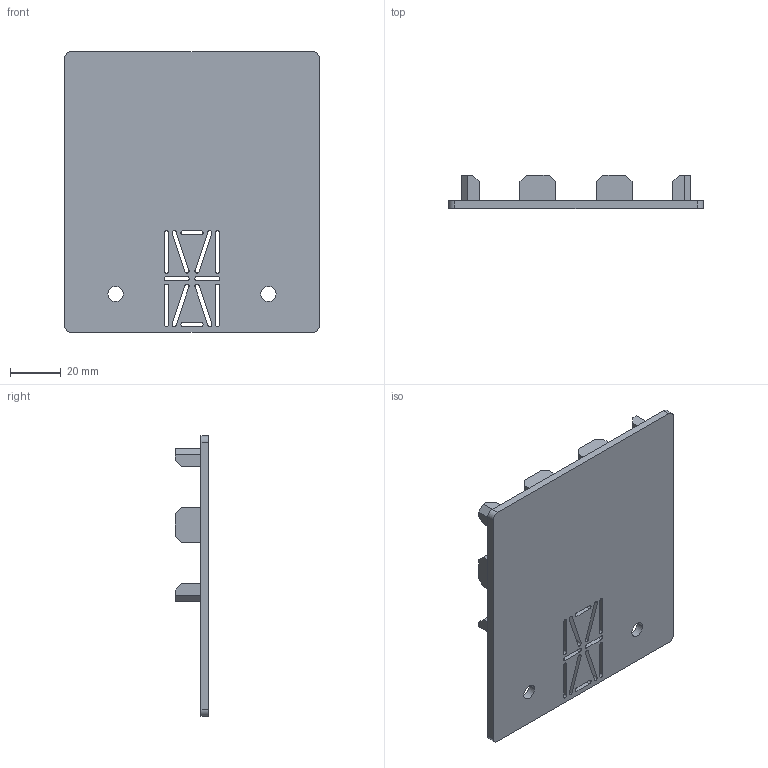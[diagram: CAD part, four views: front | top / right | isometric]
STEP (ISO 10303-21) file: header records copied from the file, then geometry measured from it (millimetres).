
FILE_DESCRIPTION((''),'2;1');
FILE_NAME('PICK_PLACE_FRAME','2024-09-28T13:46:40',('ha1'),(''),'CREO PARAMETRIC BY PTC INC, 2022073','CREO PARAMETRIC BY PTC INC, 2022073','');
FILE_SCHEMA(('AP242_MANAGED_MODEL_BASED_3D_ENGINEERING_MIM_LF { 1 0 10303 442 1 1 4 }'));
Length unit declared in the file: millimetre
Products named in the file (1): PICK_PLACE_FRAME
Bounding box: 100 x 13 x 110 mm (x, y, z)
Volume: 38362.1 mm3; surface area: 28091 mm2
Topology: 1 solids, 1 shells, 208 faces, 582 edges, 388 vertices
Faces by surface type: plane 176, cylinder 32
Entity records: 7775 total; most frequent: CARTESIAN_POINT 1279, DIRECTION 1201, ORIENTED_EDGE 1164, EDGE_CURVE 582, VECTOR 547, LINE 547, VERTEX_POINT 388, AXIS2_PLACEMENT_3D 327
